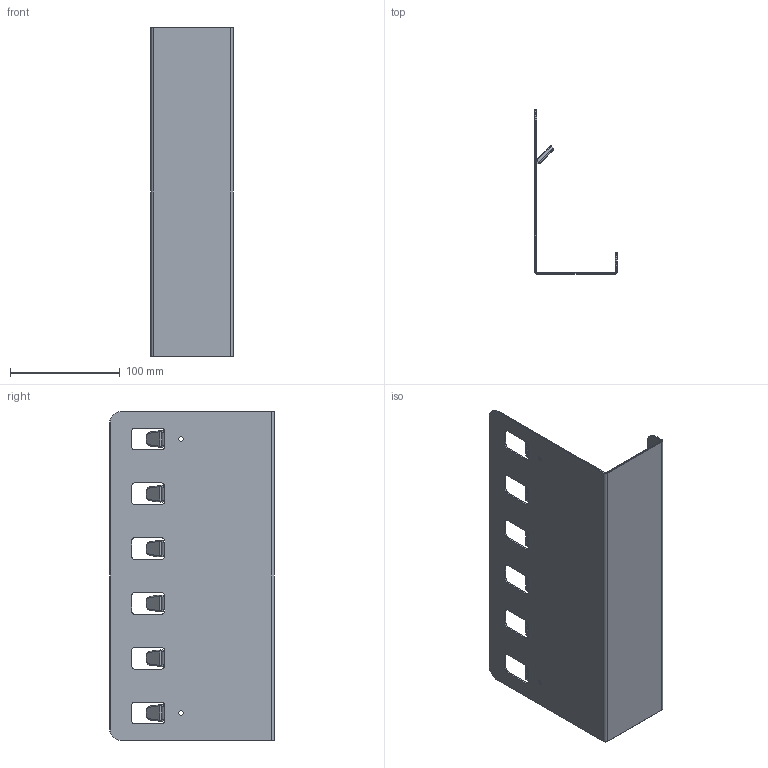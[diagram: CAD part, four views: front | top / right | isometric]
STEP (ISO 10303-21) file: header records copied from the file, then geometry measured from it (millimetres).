
FILE_DESCRIPTION(('Creo Elements/Direct Modeling STEP Export'),'2;1');
FILE_NAME('1996-300.stp','2017-09-07T10:56:18',(''),(''),'Creo Elements/Direct Modeling STEP processor for AP214 (Solid Model)','Creo Elements/Direct Modeling 20.0 12-Nov-2016 (C) Parametric Technology GmbH','');
FILE_SCHEMA(('AUTOMOTIVE_DESIGN { 1 0 10303 214 1 1 1 1 }'));
Length unit declared in the file: millimetre
Products named in the file (2): Leiste
Assembly tree (1 placements, depth 2):
  Leiste
    Leiste
Bounding box: 75 x 150 x 300 mm (x, y, z)
Volume: 109463.5 mm3; surface area: 143957.2 mm2
Topology: 1 solids, 1 shells, 324 faces, 784 edges, 432 vertices
Faces by surface type: cylinder 136, plane 100, torus 40, sphere 36, bspline 12
Entity records: 9996 total; most frequent: CARTESIAN_POINT 2691, DIRECTION 1562, ORIENTED_EDGE 1496, EDGE_CURVE 748, AXIS2_PLACEMENT_3D 601, VERTEX_POINT 432, VECTOR 360, LINE 360
